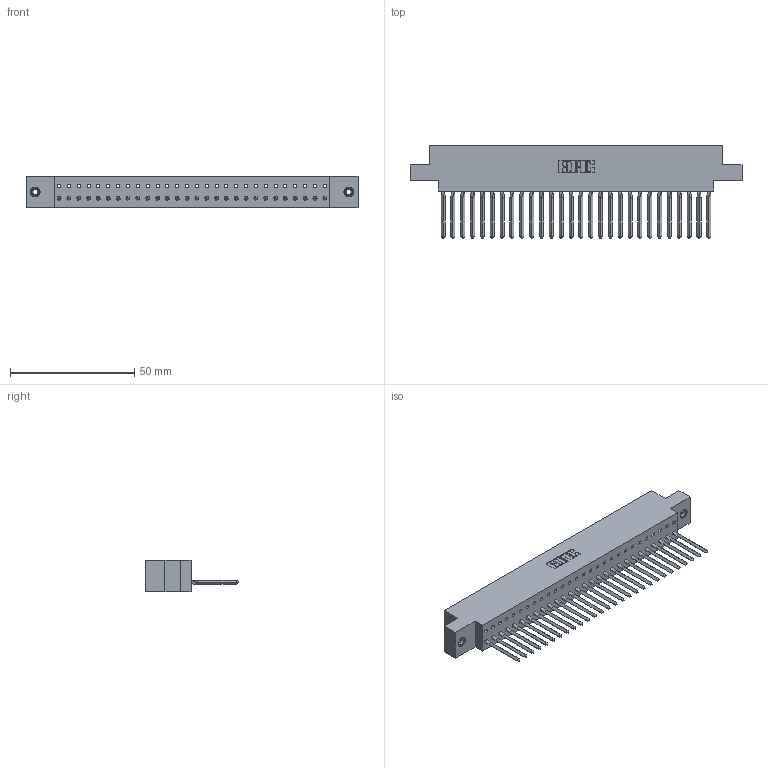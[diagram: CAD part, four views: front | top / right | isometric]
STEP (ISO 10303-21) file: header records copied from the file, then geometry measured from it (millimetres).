
FILE_DESCRIPTION (( 'STEP AP203' ), '1' );
FILE_NAME ('317-028-542-678.STEP', '2020-02-27T19:24:19', ( '' ), ( '' ), 'SwSTEP 2.0', 'SolidWorks 2016', '' );
FILE_SCHEMA (( 'CONFIG_CONTROL_DESIGN' ));
Length unit declared in the file: inch
Products named in the file (4): 317-028-542-678; 317-290-003_542; 317 Part_.156 Dia - TI; 345-250-001_345-250-003-102
Assembly tree (31 placements, depth 2):
  317-028-542-678
    317 Part_.156 Dia - TI
    317-290-003_542  x28
    345-250-001_345-250-003-102  x2
Bounding box: 133.65 x 37.34 x 12.7 mm (x, y, z)
Volume: 20267.3 mm3; surface area: 24433.3 mm2
Topology: 31 solids, 31 shells, 2262 faces, 6487 edges, 4186 vertices
Faces by surface type: plane 1882, cylinder 252, bspline 112, cone 12, torus 4
Entity records: 41734 total; most frequent: CARTESIAN_POINT 7628, ORIENTED_EDGE 7312, DIRECTION 6158, EDGE_CURVE 3656, LINE 3466, VECTOR 3466, VERTEX_POINT 2428, AXIS2_PLACEMENT_3D 1346
